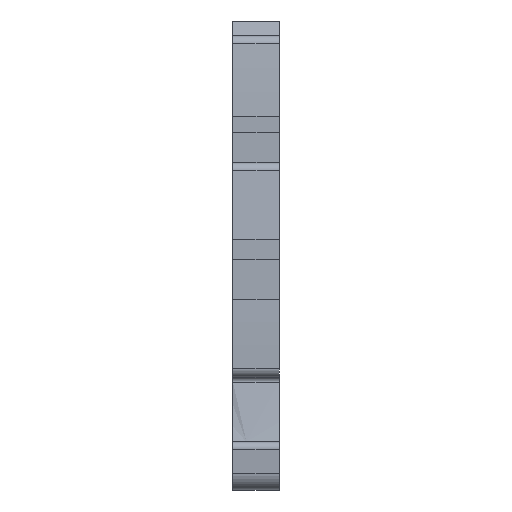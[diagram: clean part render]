
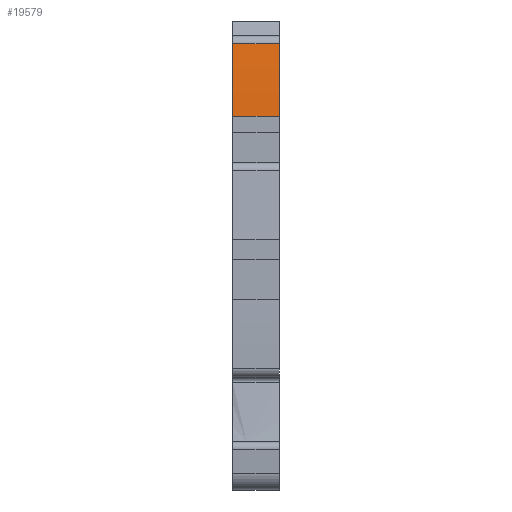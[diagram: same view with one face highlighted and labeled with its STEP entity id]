
A CAD part, front view. The second image highlights one B-rep face of the part: STEP entity #19579.
In plain terms, the highlighted cylindrical face has radius 149.2 mm (diameter 298.4 mm), a partial arc.
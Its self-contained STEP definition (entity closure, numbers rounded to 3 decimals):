
#11751=AXIS2_PLACEMENT_3D('Circle Axis2P3D',#11749,#11750,$) ;
#19559=AXIS2_PLACEMENT_3D('Cylinder Axis2P3D',#19556,#19557,#19558) ;
#19563=AXIS2_PLACEMENT_3D('Circle Axis2P3D',#19561,#19562,$) ;
#11746=CARTESIAN_POINT('Vertex',(5.1,24.115,49.272)) ;
#11749=CARTESIAN_POINT('Axis2P3D Location',(5.1,172.198,31.05)) ;
#11753=CARTESIAN_POINT('Vertex',(5.1,23.348,41.264)) ;
#19541=CARTESIAN_POINT('Vertex',(0.,24.115,49.272)) ;
#19544=CARTESIAN_POINT('Line Origine',(2.55,24.115,49.272)) ;
#19556=CARTESIAN_POINT('Axis2P3D Location',(2.55,172.198,31.05)) ;
#19561=CARTESIAN_POINT('Axis2P3D Location',(0.,172.198,31.05)) ;
#19565=CARTESIAN_POINT('Vertex',(0.,23.348,41.264)) ;
#19568=CARTESIAN_POINT('Line Origine',(2.55,23.348,41.264)) ;
#11750=DIRECTION('Axis2P3D Direction',(1.,0.,0.)) ;
#19545=DIRECTION('Vector Direction',(1.,0.,0.)) ;
#19557=DIRECTION('Axis2P3D Direction',(1.,0.,0.)) ;
#19558=DIRECTION('Axis2P3D XDirection',(0.,-0.993,0.122)) ;
#19562=DIRECTION('Axis2P3D Direction',(1.,0.,0.)) ;
#19569=DIRECTION('Vector Direction',(1.,0.,0.)) ;
#19546=VECTOR('Line Direction',#19545,1.) ;
#19570=VECTOR('Line Direction',#19569,1.) ;
#19574=ORIENTED_EDGE('',*,*,#11755,.F.) ;
#19575=ORIENTED_EDGE('',*,*,#19548,.F.) ;
#19576=ORIENTED_EDGE('',*,*,#19567,.T.) ;
#19577=ORIENTED_EDGE('',*,*,#19572,.T.) ;
#19579=ADVANCED_FACE('Hauptk\X2\00F6\X0\rper',(#19578),#19560,.T.) ;
#11752=CIRCLE('generated circle',#11751,149.2) ;
#19564=CIRCLE('generated circle',#19563,149.2) ;
#19560=CYLINDRICAL_SURFACE('generated cylinder',#19559,149.2) ;
#11755=EDGE_CURVE('',#11747,#11754,#11752,.T.) ;
#19548=EDGE_CURVE('',#19542,#11747,#19547,.T.) ;
#19567=EDGE_CURVE('',#19542,#19566,#19564,.T.) ;
#19572=EDGE_CURVE('',#19566,#11754,#19571,.T.) ;
#19573=EDGE_LOOP('',(#19574,#19575,#19576,#19577)) ;
#19578=FACE_OUTER_BOUND('',#19573,.T.) ;
#19547=LINE('Line',#19544,#19546) ;
#19571=LINE('Line',#19568,#19570) ;
#11747=VERTEX_POINT('',#11746) ;
#11754=VERTEX_POINT('',#11753) ;
#19542=VERTEX_POINT('',#19541) ;
#19566=VERTEX_POINT('',#19565) ;
